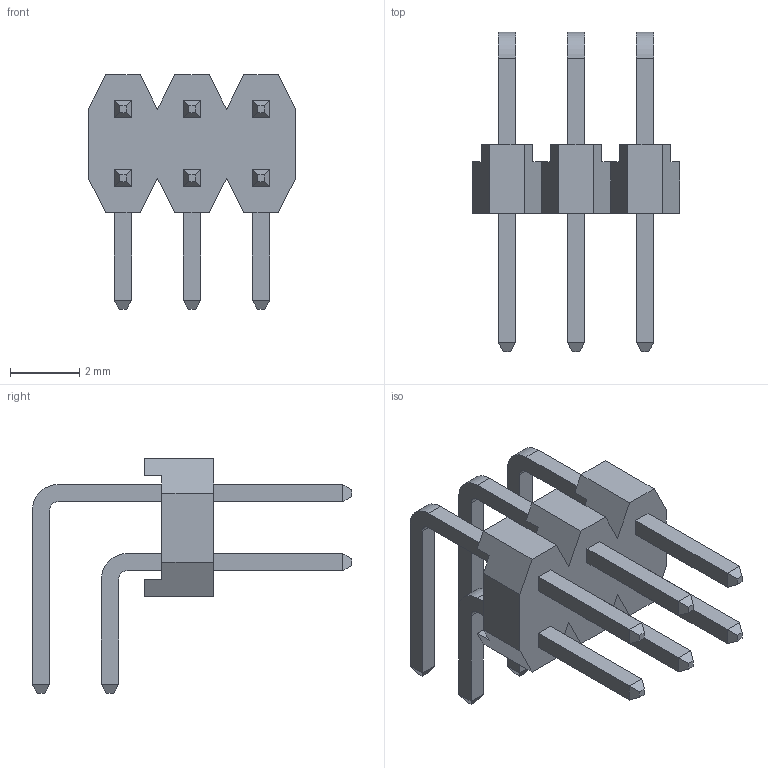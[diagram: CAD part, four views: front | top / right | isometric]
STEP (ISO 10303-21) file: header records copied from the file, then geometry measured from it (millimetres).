
FILE_DESCRIPTION (( 'STEP AP214' ), '1' );
FILE_NAME ('User Library-PLD2-xx-R.STEP', '2021-02-17T07:30:22', ( '' ), ( '' ), 'SwSTEP 2.0', 'SolidWorks 2020', '' );
FILE_SCHEMA (( 'AUTOMOTIVE_DESIGN' ));
Length unit declared in the file: millimetre
Products named in the file (1): User Library-PLD2-xx-R
Bounding box: 6 x 9.25 x 6.8 mm (x, y, z)
Volume: 49.6 mm3; surface area: 217.3 mm2
Topology: 1 solids, 1 shells, 166 faces, 408 edges, 256 vertices
Faces by surface type: plane 154, cylinder 12
Entity records: 6612 total; most frequent: CARTESIAN_POINT 831, ORIENTED_EDGE 816, DIRECTION 766, EDGE_CURVE 408, LINE 384, VECTOR 384, VERTEX_POINT 256, AXIS2_PLACEMENT_3D 191
